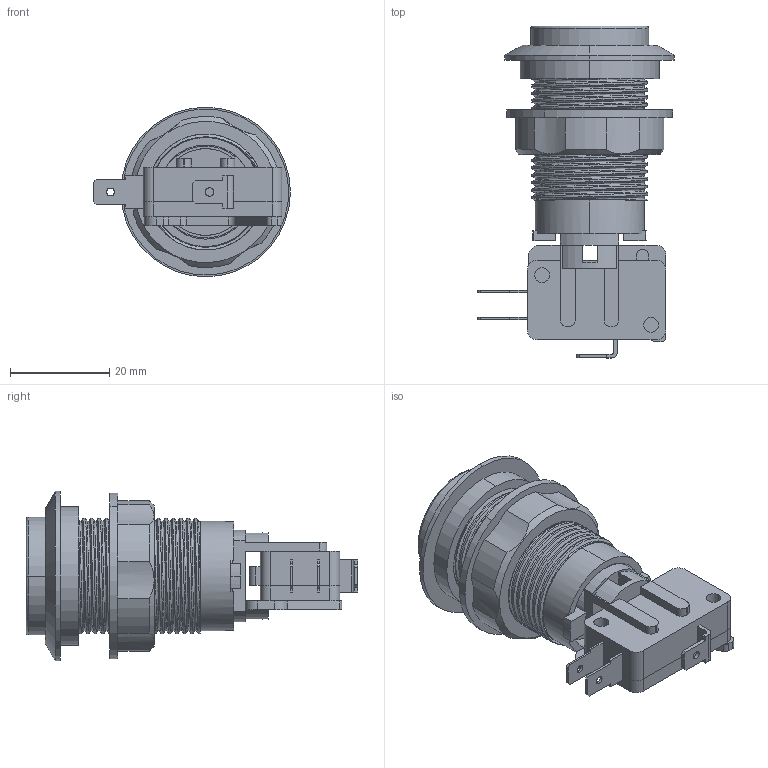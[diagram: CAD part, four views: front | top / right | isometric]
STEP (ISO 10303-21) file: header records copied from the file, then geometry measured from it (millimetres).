
FILE_DESCRIPTION (( 'STEP AP214' ), '1' );
FILE_NAME ('Pushbutton - BG.STEP', '2023-03-18T07:23:56', ( '' ), ( '' ), 'SwSTEP 2.0', 'SolidWorks 2023', '' );
FILE_SCHEMA (( 'AUTOMOTIVE_DESIGN' ));
Length unit declared in the file: millimetre
Products named in the file (8): Pushbutton - T1 - Gehäuse; Pushbutton - T6 - Microswitchhalter; - Micro Switch - NO_NC - BG; Micro Switch - NO_NC; Pushbutton - BG; Pushbutton - T4 - Mutter; Pushbutton - T3 - Feder; Pushbutton - T2 - Aktuator
Assembly tree (7 placements, depth 3):
  Pushbutton - BG
    Pushbutton - T1 - Gehäuse
    Pushbutton - T2 - Aktuator
    Pushbutton - T3 - Feder
    Pushbutton - T6 - Microswitchhalter
    Pushbutton - T4 - Mutter
    - Micro Switch - NO_NC - BG
      Micro Switch - NO_NC
Bounding box: 39.7 x 66.96 x 34.2 mm (x, y, z)
Volume: 20390.8 mm3; surface area: 19604.9 mm2
Topology: 11 solids, 11 shells, 305 faces, 804 edges, 526 vertices
Faces by surface type: plane 149, cylinder 140, cone 8, bspline 6, torus 2
Entity records: 16181 total; most frequent: CARTESIAN_POINT 7391, ORIENTED_EDGE 1600, DIRECTION 1568, EDGE_CURVE 800, AXIS2_PLACEMENT_3D 554, VERTEX_POINT 524, LINE 460, VECTOR 460
